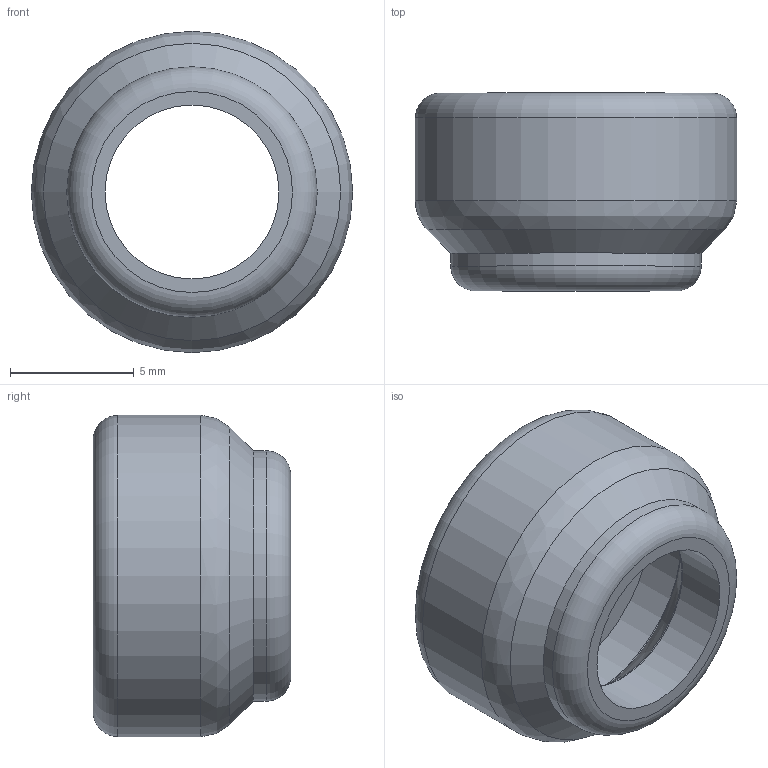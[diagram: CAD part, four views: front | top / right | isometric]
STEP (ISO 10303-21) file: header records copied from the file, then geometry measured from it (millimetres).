
FILE_DESCRIPTION(/* description */ (''),/* implementation_level */ '2;1');
FILE_NAME(/* name */ 'Sockv1.step',/* time_stamp */ '2023-04-04T20:55:58-06:00',/* author */ (''),/* organization */ (''),/* preprocessor_version */ 'ST-DEVELOPER v19.2',/* originating_system */ 'Autodesk Translation Framework v11.17.0.187',/* authorisation */ '');
FILE_SCHEMA (('AUTOMOTIVE_DESIGN { 1 0 10303 214 3 1 1 }'));
Length unit declared in the file: millimetre
Products named in the file (1): Sock
Bounding box: 13 x 8 x 13 mm (x, y, z)
Volume: 444.3 mm3; surface area: 679.7 mm2
Topology: 1 solids, 1 shells, 17 faces, 38 edges, 25 vertices
Faces by surface type: cylinder 6, plane 4, bspline 3, torus 2, cone 2
Full cylindrical faces by diameter (mm): 7.035 x1, 7.9 x1, 9.9 x2, 10.135 x1, 13 x1
Entity records: 703 total; most frequent: CARTESIAN_POINT 267, DIRECTION 92, ORIENTED_EDGE 76, AXIS2_PLACEMENT_3D 42, EDGE_CURVE 38, CIRCLE 27, VERTEX_POINT 25, EDGE_LOOP 21
